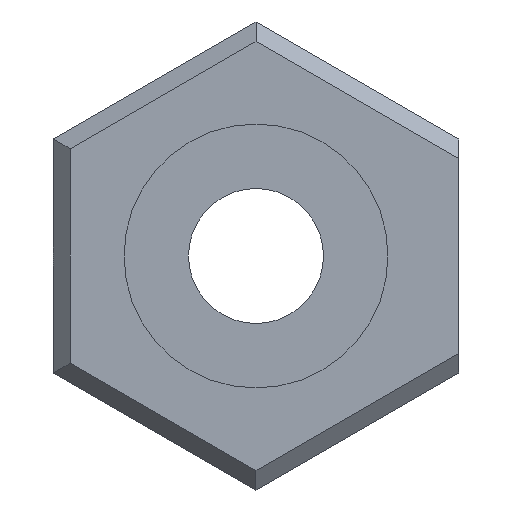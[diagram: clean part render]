
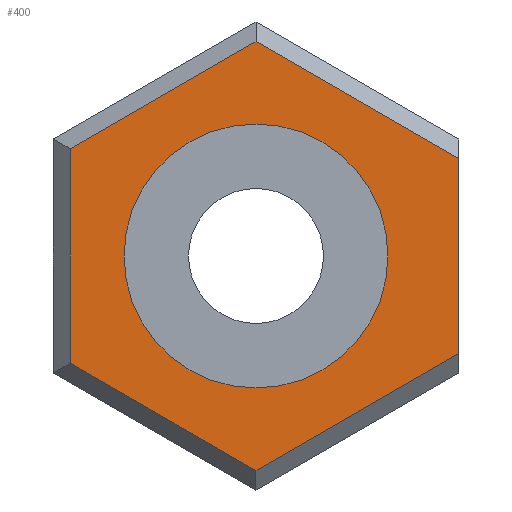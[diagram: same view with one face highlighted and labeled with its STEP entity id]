
A CAD part, front view. The second image highlights one B-rep face of the part: STEP entity #400.
In plain terms, the highlighted planar face has unit normal (0, -1, 0).
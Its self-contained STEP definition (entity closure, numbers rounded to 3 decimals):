
#21=FACE_BOUND('',#72,.T.);
#24=CIRCLE('',#441,1.954);
#45=FACE_OUTER_BOUND('',#71,.T.);
#71=EDGE_LOOP('',(#324,#325,#326,#327,#328,#329));
#72=EDGE_LOOP('',(#330));
#103=LINE('',#611,#149);
#111=LINE('',#630,#157);
#113=LINE('',#634,#159);
#116=LINE('',#640,#162);
#119=LINE('',#645,#165);
#121=LINE('',#648,#167);
#149=VECTOR('',#492,10.);
#157=VECTOR('',#510,10.);
#159=VECTOR('',#514,10.);
#162=VECTOR('',#519,10.);
#165=VECTOR('',#524,10.);
#167=VECTOR('',#528,10.);
#188=VERTEX_POINT('',#608);
#189=VERTEX_POINT('',#610);
#195=VERTEX_POINT('',#629);
#196=VERTEX_POINT('',#633);
#198=VERTEX_POINT('',#639);
#199=VERTEX_POINT('',#644);
#200=VERTEX_POINT('',#650);
#226=EDGE_CURVE('',#189,#188,#103,.T.);
#235=EDGE_CURVE('',#189,#195,#111,.T.);
#237=EDGE_CURVE('',#195,#196,#113,.T.);
#240=EDGE_CURVE('',#196,#198,#116,.T.);
#243=EDGE_CURVE('',#198,#199,#119,.T.);
#245=EDGE_CURVE('',#199,#188,#121,.T.);
#246=EDGE_CURVE('',#200,#200,#24,.T.);
#324=ORIENTED_EDGE('',*,*,#245,.F.);
#325=ORIENTED_EDGE('',*,*,#243,.F.);
#326=ORIENTED_EDGE('',*,*,#240,.F.);
#327=ORIENTED_EDGE('',*,*,#237,.F.);
#328=ORIENTED_EDGE('',*,*,#235,.F.);
#329=ORIENTED_EDGE('',*,*,#226,.T.);
#330=ORIENTED_EDGE('',*,*,#246,.T.);
#380=PLANE('',#440);
#400=ADVANCED_FACE('',(#45,#21),#380,.T.);
#440=AXIS2_PLACEMENT_3D('',#649,#529,#530);
#441=AXIS2_PLACEMENT_3D('',#651,#531,#532);
#492=DIRECTION('',(0.,0.,1.));
#510=DIRECTION('',(-0.866,0.,-0.5));
#514=DIRECTION('',(-0.866,0.,0.5));
#519=DIRECTION('',(0.,0.,1.));
#524=DIRECTION('',(0.866,0.,0.5));
#528=DIRECTION('',(0.866,0.,-0.5));
#529=DIRECTION('center_axis',(0.,-1.,0.));
#530=DIRECTION('ref_axis',(1.,0.,0.));
#531=DIRECTION('center_axis',(0.,1.,0.));
#532=DIRECTION('ref_axis',(1.,0.,0.));
#608=CARTESIAN_POINT('',(3.,-4.,1.443));
#610=CARTESIAN_POINT('',(3.,-4.,-1.443));
#611=CARTESIAN_POINT('',(3.,-4.,-1.732));
#629=CARTESIAN_POINT('',(0.,-4.,-3.175));
#630=CARTESIAN_POINT('',(0.625,-4.,-2.815));
#633=CARTESIAN_POINT('',(-2.75,-4.,-1.588));
#634=CARTESIAN_POINT('',(-2.125,-4.,-1.949));
#639=CARTESIAN_POINT('',(-2.75,-4.,1.588));
#640=CARTESIAN_POINT('',(-2.75,-4.,0.866));
#644=CARTESIAN_POINT('',(0.,-4.,3.175));
#645=CARTESIAN_POINT('',(-0.625,-4.,2.815));
#648=CARTESIAN_POINT('',(2.125,-4.,1.949));
#649=CARTESIAN_POINT('Origin',(0.,-4.,0.));
#650=CARTESIAN_POINT('',(-1.954,-4.,0.));
#651=CARTESIAN_POINT('Origin',(0.,-4.,0.));
